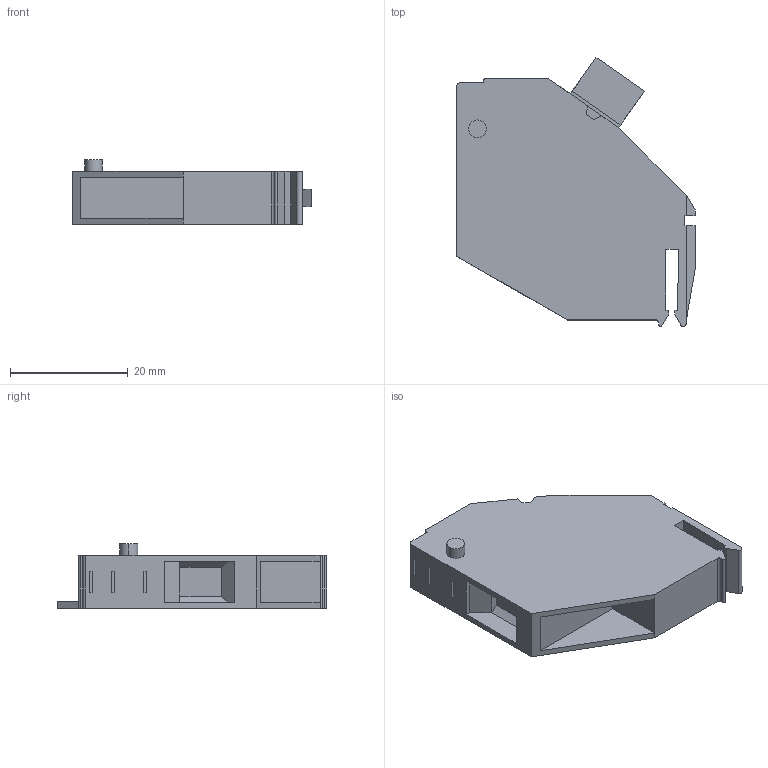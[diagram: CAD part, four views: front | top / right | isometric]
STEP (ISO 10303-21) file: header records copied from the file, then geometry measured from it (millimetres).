
FILE_DESCRIPTION((''),'2;1');
FILE_NAME('TK100_STEP','2013-11-14T',('Christoph Neumann'),(''),'PRO/ENGINEER BY PARAMETRIC TECHNOLOGY CORPORATION, 2013130','PRO/ENGINEER BY PARAMETRIC TECHNOLOGY CORPORATION, 2013130','');
FILE_SCHEMA(('CONFIG_CONTROL_DESIGN'));
Length unit declared in the file: millimetre
Products named in the file (1): TK100_STEP
Bounding box: 40.5 x 45.77 x 11 mm (x, y, z)
Volume: 10315.4 mm3; surface area: 4863.7 mm2
Topology: 1 solids, 1 shells, 107 faces, 284 edges, 187 vertices
Faces by surface type: plane 94, cylinder 13
Entity records: 3306 total; most frequent: CARTESIAN_POINT 578, ORIENTED_EDGE 568, DIRECTION 524, EDGE_CURVE 284, VECTOR 258, LINE 258, VERTEX_POINT 187, AXIS2_PLACEMENT_3D 133
